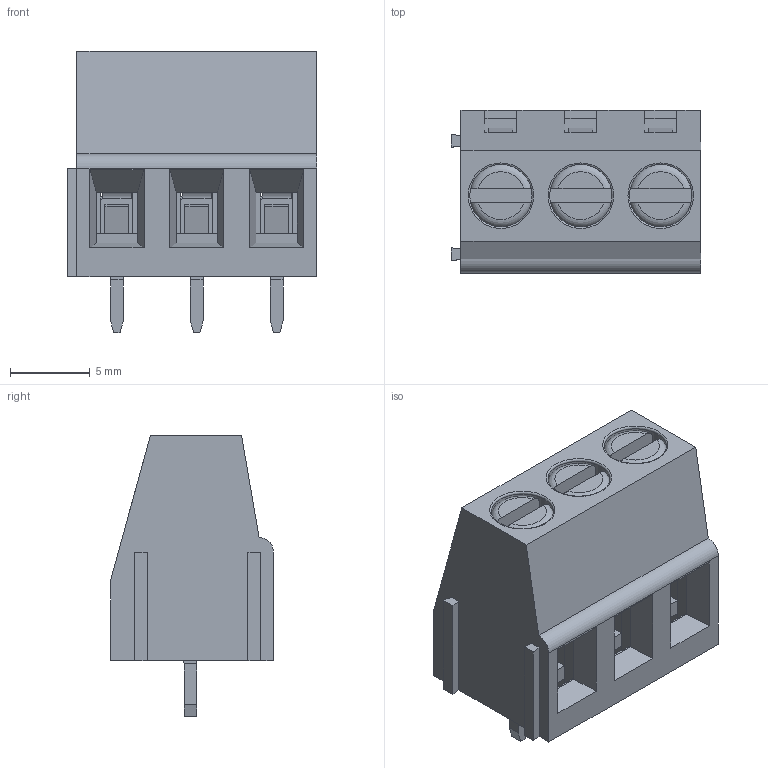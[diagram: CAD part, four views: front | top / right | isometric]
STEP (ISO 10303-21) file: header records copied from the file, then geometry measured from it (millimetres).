
FILE_DESCRIPTION(('STEP AP214'), '1');
FILE_NAME('DG128-5.0-03', '2017-07-15T10:03:41', ('Nobody'), (''), 'ASCON STEP Converter 1.3', 'ASCON Math Kernel', '');
FILE_SCHEMA(('AUTOMOTIVE_DESIGN { 1 0 10303 214 3 1 1}'));
Length unit declared in the file: millimetre
Assembly tree (9 placements, depth 2):
  (unnamed)
    (unnamed)  x3
    (unnamed)  x3
    (unnamed)  x3
Bounding box: 15.6 x 10.2 x 17.6 mm (x, y, z)
Volume: 1277 mm3; surface area: 2906.7 mm2
Topology: 10 solids, 10 shells, 370 faces, 930 edges, 586 vertices
Faces by surface type: plane 318, cylinder 40, torus 9, cone 3
Full cylindrical faces by diameter (mm): 1.8 x3, 2 x3, 2.5 x3, 2.6 x3, 4 x3, 4.1 x3
Entity records: 8669 total; most frequent: CARTESIAN_POINT 1201, ORIENTED_EDGE 1114, DIRECTION 1056, EDGE_CURVE 557, LINE 508, VECTOR 508, VERTEX_POINT 363, AXIS2_PLACEMENT_3D 274
